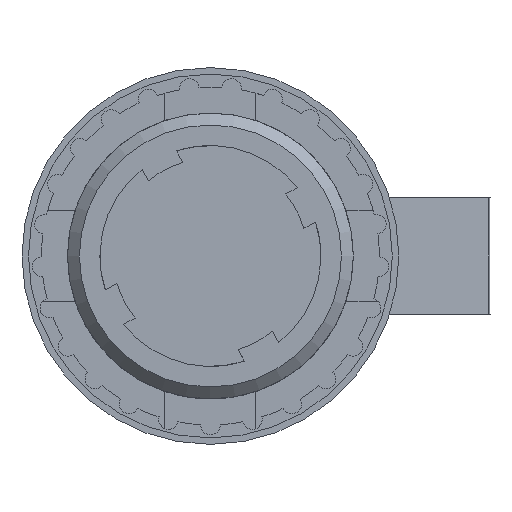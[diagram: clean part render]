
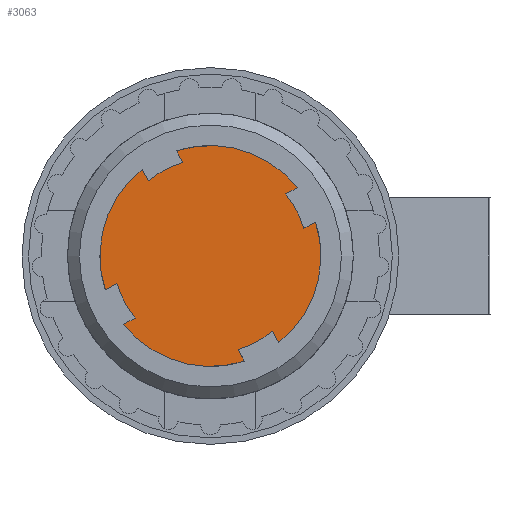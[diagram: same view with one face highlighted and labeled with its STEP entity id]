
A CAD part, front view. The second image highlights one B-rep face of the part: STEP entity #3063.
In plain terms, the highlighted planar face has unit normal (0, -1, 0).
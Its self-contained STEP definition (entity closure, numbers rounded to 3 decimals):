
#117=LINE('',#4374,#289);
#118=LINE('',#4376,#290);
#119=LINE('',#4380,#291);
#120=LINE('',#4381,#292);
#121=LINE('',#4385,#293);
#122=LINE('',#4386,#294);
#123=LINE('',#4390,#295);
#124=LINE('',#4391,#296);
#289=VECTOR('',#3607,1000.);
#290=VECTOR('',#3608,1000.);
#291=VECTOR('',#3611,1000.);
#292=VECTOR('',#3612,1000.);
#293=VECTOR('',#3615,1000.);
#294=VECTOR('',#3616,1000.);
#295=VECTOR('',#3619,1000.);
#296=VECTOR('',#3620,1000.);
#507=ORIENTED_EDGE('',*,*,#1191,.T.);
#508=ORIENTED_EDGE('',*,*,#1164,.T.);
#509=ORIENTED_EDGE('',*,*,#1192,.T.);
#510=ORIENTED_EDGE('',*,*,#1193,.T.);
#511=ORIENTED_EDGE('',*,*,#1194,.T.);
#512=ORIENTED_EDGE('',*,*,#1188,.T.);
#513=ORIENTED_EDGE('',*,*,#1195,.T.);
#514=ORIENTED_EDGE('',*,*,#1196,.T.);
#515=ORIENTED_EDGE('',*,*,#1197,.T.);
#516=ORIENTED_EDGE('',*,*,#1180,.T.);
#517=ORIENTED_EDGE('',*,*,#1198,.T.);
#518=ORIENTED_EDGE('',*,*,#1199,.T.);
#519=ORIENTED_EDGE('',*,*,#1200,.T.);
#520=ORIENTED_EDGE('',*,*,#1172,.T.);
#521=ORIENTED_EDGE('',*,*,#1201,.T.);
#522=ORIENTED_EDGE('',*,*,#1202,.T.);
#1164=EDGE_CURVE('',#1507,#1506,#1727,.T.);
#1172=EDGE_CURVE('',#1515,#1514,#1731,.T.);
#1180=EDGE_CURVE('',#1523,#1522,#1735,.T.);
#1188=EDGE_CURVE('',#1531,#1530,#1739,.T.);
#1191=EDGE_CURVE('',#1533,#1507,#117,.T.);
#1192=EDGE_CURVE('',#1506,#1534,#118,.T.);
#1193=EDGE_CURVE('',#1534,#1535,#1741,.T.);
#1194=EDGE_CURVE('',#1535,#1531,#119,.T.);
#1195=EDGE_CURVE('',#1530,#1536,#120,.T.);
#1196=EDGE_CURVE('',#1536,#1537,#1742,.T.);
#1197=EDGE_CURVE('',#1537,#1523,#121,.T.);
#1198=EDGE_CURVE('',#1522,#1538,#122,.T.);
#1199=EDGE_CURVE('',#1538,#1539,#1743,.T.);
#1200=EDGE_CURVE('',#1539,#1515,#123,.T.);
#1201=EDGE_CURVE('',#1514,#1540,#124,.T.);
#1202=EDGE_CURVE('',#1540,#1533,#1744,.T.);
#1506=VERTEX_POINT('',#4316);
#1507=VERTEX_POINT('',#4318);
#1514=VERTEX_POINT('',#4333);
#1515=VERTEX_POINT('',#4335);
#1522=VERTEX_POINT('',#4350);
#1523=VERTEX_POINT('',#4352);
#1530=VERTEX_POINT('',#4367);
#1531=VERTEX_POINT('',#4369);
#1533=VERTEX_POINT('',#4375);
#1534=VERTEX_POINT('',#4377);
#1535=VERTEX_POINT('',#4379);
#1536=VERTEX_POINT('',#4382);
#1537=VERTEX_POINT('',#4384);
#1538=VERTEX_POINT('',#4387);
#1539=VERTEX_POINT('',#4389);
#1540=VERTEX_POINT('',#4392);
#1727=CIRCLE('',#3221,8.5);
#1731=CIRCLE('',#3226,8.5);
#1735=CIRCLE('',#3231,8.5);
#1739=CIRCLE('',#3236,8.5);
#1741=CIRCLE('',#3239,7.5);
#1742=CIRCLE('',#3240,7.5);
#1743=CIRCLE('',#3241,7.5);
#1744=CIRCLE('',#3242,7.5);
#1868=EDGE_LOOP('',(#507,#508,#509,#510,#511,#512,#513,#514,#515,#516,#517,
#518,#519,#520,#521,#522));
#2004=FACE_BOUND('',#1868,.T.);
#2136=PLANE('',#3238);
#3063=ADVANCED_FACE('',(#2004),#2136,.F.);
#3221=AXIS2_PLACEMENT_3D('',#4317,#3558,#3559);
#3226=AXIS2_PLACEMENT_3D('',#4334,#3572,#3573);
#3231=AXIS2_PLACEMENT_3D('',#4351,#3586,#3587);
#3236=AXIS2_PLACEMENT_3D('',#4368,#3600,#3601);
#3238=AXIS2_PLACEMENT_3D('',#4373,#3605,#3606);
#3239=AXIS2_PLACEMENT_3D('',#4378,#3609,#3610);
#3240=AXIS2_PLACEMENT_3D('',#4383,#3613,#3614);
#3241=AXIS2_PLACEMENT_3D('',#4388,#3617,#3618);
#3242=AXIS2_PLACEMENT_3D('',#4393,#3621,#3622);
#3558=DIRECTION('',(0.,-1.,0.));
#3559=DIRECTION('',(0.,0.,-1.));
#3572=DIRECTION('',(0.,-1.,0.));
#3573=DIRECTION('',(0.,0.,-1.));
#3586=DIRECTION('',(0.,-1.,0.));
#3587=DIRECTION('',(0.,0.,-1.));
#3600=DIRECTION('',(0.,-1.,0.));
#3601=DIRECTION('',(0.,0.,-1.));
#3605=DIRECTION('',(0.,1.,0.));
#3606=DIRECTION('',(0.,0.,1.));
#3607=DIRECTION('',(-0.469,0.,0.883));
#3608=DIRECTION('',(0.883,0.,0.469));
#3609=DIRECTION('',(0.,-1.,0.));
#3610=DIRECTION('',(1.,0.,0.));
#3611=DIRECTION('',(-0.883,0.,-0.469));
#3612=DIRECTION('',(-0.469,0.,0.883));
#3613=DIRECTION('',(0.,-1.,0.));
#3614=DIRECTION('',(1.,0.,0.));
#3615=DIRECTION('',(0.469,0.,-0.883));
#3616=DIRECTION('',(-0.883,0.,-0.469));
#3617=DIRECTION('',(0.,-1.,0.));
#3618=DIRECTION('',(1.,0.,0.));
#3619=DIRECTION('',(0.883,0.,0.469));
#3620=DIRECTION('',(0.469,0.,-0.883));
#3621=DIRECTION('',(0.,-1.,0.));
#3622=DIRECTION('',(1.,0.,0.));
#4316=CARTESIAN_POINT('',(-8.091,-24.5,-2.603));
#4317=CARTESIAN_POINT('',(0.,-24.5,0.));
#4318=CARTESIAN_POINT('',(-5.252,-24.5,6.683));
#4333=CARTESIAN_POINT('',(-2.603,-24.5,8.091));
#4334=CARTESIAN_POINT('',(0.,-24.5,0.));
#4335=CARTESIAN_POINT('',(6.683,-24.5,5.252));
#4350=CARTESIAN_POINT('',(8.091,-24.5,2.603));
#4351=CARTESIAN_POINT('',(0.,-24.5,0.));
#4352=CARTESIAN_POINT('',(5.252,-24.5,-6.683));
#4367=CARTESIAN_POINT('',(2.603,-24.5,-8.091));
#4368=CARTESIAN_POINT('',(0.,-24.5,0.));
#4369=CARTESIAN_POINT('',(-6.683,-24.5,-5.252));
#4373=CARTESIAN_POINT('',(8.5,-24.5,0.));
#4374=CARTESIAN_POINT('',(-4.774,-24.5,5.784));
#4375=CARTESIAN_POINT('',(-4.774,-24.5,5.784));
#4376=CARTESIAN_POINT('',(-8.091,-24.5,-2.603));
#4377=CARTESIAN_POINT('',(-7.193,-24.5,-2.125));
#4378=CARTESIAN_POINT('',(0.,-24.5,0.));
#4379=CARTESIAN_POINT('',(-5.784,-24.5,-4.774));
#4380=CARTESIAN_POINT('',(-5.784,-24.5,-4.774));
#4381=CARTESIAN_POINT('',(2.603,-24.5,-8.091));
#4382=CARTESIAN_POINT('',(2.125,-24.5,-7.193));
#4383=CARTESIAN_POINT('',(0.,-24.5,0.));
#4384=CARTESIAN_POINT('',(4.774,-24.5,-5.784));
#4385=CARTESIAN_POINT('',(4.774,-24.5,-5.784));
#4386=CARTESIAN_POINT('',(8.091,-24.5,2.603));
#4387=CARTESIAN_POINT('',(7.193,-24.5,2.125));
#4388=CARTESIAN_POINT('',(0.,-24.5,0.));
#4389=CARTESIAN_POINT('',(5.784,-24.5,4.774));
#4390=CARTESIAN_POINT('',(5.784,-24.5,4.774));
#4391=CARTESIAN_POINT('',(-2.603,-24.5,8.091));
#4392=CARTESIAN_POINT('',(-2.125,-24.5,7.193));
#4393=CARTESIAN_POINT('',(0.,-24.5,0.));
